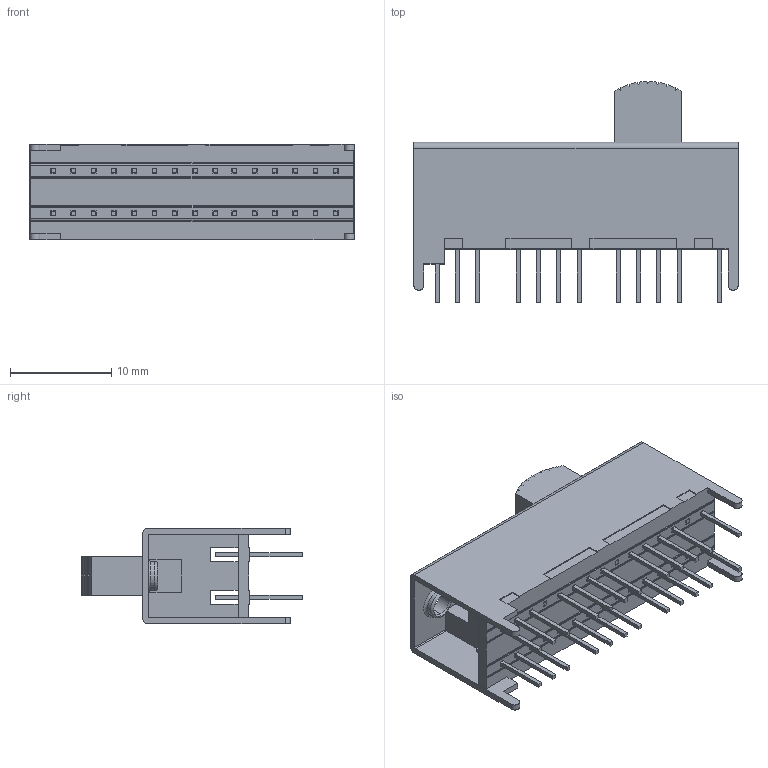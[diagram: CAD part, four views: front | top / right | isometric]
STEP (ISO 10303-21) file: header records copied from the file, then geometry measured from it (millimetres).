
FILE_DESCRIPTION (( 'STEP AP214' ), '1' );
FILE_NAME ('User Library-Vimex SS-62H01-G6.STEP', '2019-12-03T21:46:50', ( '' ), ( '' ), 'SwSTEP 2.0', 'SolidWorks 2019', '' );
FILE_SCHEMA (( 'AUTOMOTIVE_DESIGN' ));
Length unit declared in the file: millimetre
Products named in the file (1): User Library-Vimex SS-62H01-G6
Bounding box: 32 x 21.8 x 9.45 mm (x, y, z)
Volume: 2550.2 mm3; surface area: 4358.3 mm2
Topology: 1 solids, 1 shells, 557 faces, 1362 edges, 864 vertices
Faces by surface type: plane 391, cylinder 154, bspline 12
Entity records: 22391 total; most frequent: CARTESIAN_POINT 3466, ORIENTED_EDGE 2724, DIRECTION 2426, EDGE_CURVE 1362, VECTOR 1142, LINE 1142, VERTEX_POINT 864, AXIS2_PLACEMENT_3D 642
